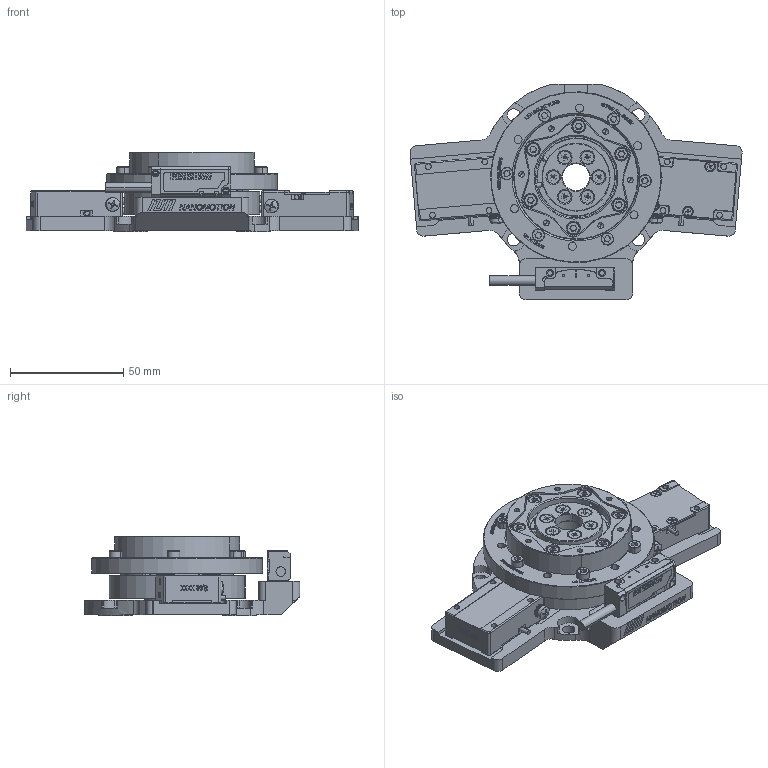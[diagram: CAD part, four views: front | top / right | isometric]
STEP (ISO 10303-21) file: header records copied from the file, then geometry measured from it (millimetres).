
FILE_DESCRIPTION (( 'STEP AP214' ), '1' );
FILE_NAME ('FBR013V000-00.STEP', '2020-06-07T10:07:08', ( 'admin' ), ( '' ), 'SwSTEP 2.0', 'SolidWorks 2015', '' );
FILE_SCHEMA (( 'AUTOMOTIVE_DESIGN' ));
Length unit declared in the file: millimetre
Products named in the file (25): SY000187; FBR0130004-02; SM-FP-DIN965_SM03FP10; SM-SC-CLEAN_SM03SC06-D; FBR013V000-00; SM-SC-DIN9121_SM03SC06; Interpolator_SY000203; FBR013D027-00; SY000128-D; FBR0130028-00; SM-Set-DIN9136_SM02SP06; SM-SC-DIN9121_SM25SC16; TONIC-HEAD_SY000246; HR2-2-V-3; HR2-MOTOR_HR2-1-V-3; SM-SC-CLEAN_SM25SC16-D; SM-FP-CLEAN_SM03FP10-D; SY000128; FBR0130027-00; FBR013D002-01; FBR013D028-00; FBR013D004-02; SM-SET-CLEAN_SM02SP06-D; CR-60-40-10-R; FBR0130002-01
Assembly tree (50 placements, depth 3):
  FBR013V000-00
    FBR013D004-02
      FBR0130004-02
    FBR013D002-01
      FBR0130002-01
    FBR013D027-00
      FBR0130027-00
    FBR013D028-00
      FBR0130028-00
    HR2-2-V-3
      HR2-MOTOR_HR2-1-V-3  x2
    SY000128-D
      SY000128
    CR-60-40-10-R
    SY000187
    TONIC-HEAD_SY000246
    SM-SET-CLEAN_SM02SP06-D  x2
      SM-Set-DIN9136_SM02SP06
    SM-SC-CLEAN_SM25SC16-D  x2
      SM-SC-DIN9121_SM25SC16
    SM-FP-CLEAN_SM03FP10-D  x6
      SM-FP-DIN965_SM03FP10
    SM-SC-CLEAN_SM03SC06-D  x20
      SM-SC-DIN9121_SM03SC06
  Interpolator_SY000203
Bounding box: 146.43 x 95 x 35.1 mm (x, y, z)
Volume: 155230.5 mm3; surface area: 78356.6 mm2
Topology: 46 solids, 48 shells, 4306 faces, 11166 edges, 7122 vertices
Faces by surface type: plane 2244, cylinder 1062, bspline 563, cone 320, torus 107, sphere 10
Entity records: 109400 total; most frequent: CARTESIAN_POINT 30418, ORIENTED_EDGE 15078, DIRECTION 12752, EDGE_CURVE 7539, VERTEX_POINT 4924, LINE 4914, VECTOR 4914, AXIS2_PLACEMENT_3D 3919
